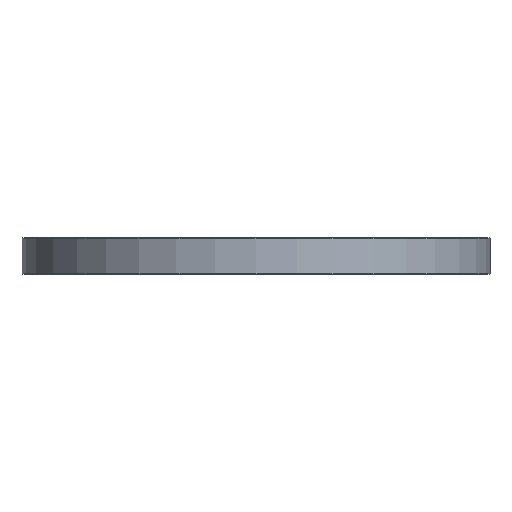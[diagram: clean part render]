
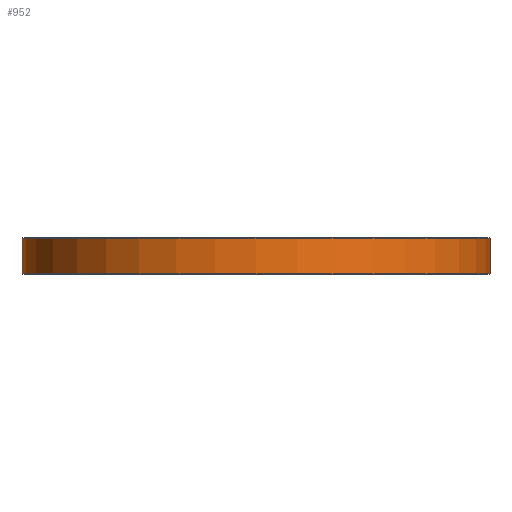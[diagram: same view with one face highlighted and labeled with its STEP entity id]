
A CAD part, front view. The second image highlights one B-rep face of the part: STEP entity #952.
In plain terms, the highlighted cylindrical face has radius 266.5 mm (diameter 533 mm), a partial arc.
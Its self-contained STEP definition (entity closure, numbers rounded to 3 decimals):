
#36 = DIRECTION ( 'NONE',  ( 0., 0., -1. ) ) ;
#61 = AXIS2_PLACEMENT_3D ( 'NONE', #1173, #1183, #1980 ) ;
#165 = EDGE_CURVE ( 'NONE', #247, #1941, #2436, .T. ) ;
#243 = CARTESIAN_POINT ( 'NONE',  ( 0., 0., 42. ) ) ;
#247 = VERTEX_POINT ( 'NONE', #2282 ) ;
#348 = ORIENTED_EDGE ( 'NONE', *, *, #1957, .T. ) ;
#417 = AXIS2_PLACEMENT_3D ( 'NONE', #793, #2435, #430 ) ;
#430 = DIRECTION ( 'NONE',  ( 1., 0., 0. ) ) ;
#557 = CARTESIAN_POINT ( 'NONE',  ( 266.5, 0., 1. ) ) ;
#695 = CARTESIAN_POINT ( 'NONE',  ( -266.5, 0., 1. ) ) ;
#700 = CARTESIAN_POINT ( 'NONE',  ( -266.5, 0., 41. ) ) ;
#793 = CARTESIAN_POINT ( 'NONE',  ( 0., 0., 41. ) ) ;
#836 = DIRECTION ( 'NONE',  ( -1., 0., 0. ) ) ;
#952 = ADVANCED_FACE ( 'NONE', ( #1235 ), #2035, .T. ) ;
#1035 = DIRECTION ( 'NONE',  ( 0., 0., -1. ) ) ;
#1086 = CIRCLE ( 'NONE', #417, 266.5 ) ;
#1169 = EDGE_LOOP ( 'NONE', ( #1733, #2542, #348, #2281 ) ) ;
#1173 = CARTESIAN_POINT ( 'NONE',  ( 0., 0., 1. ) ) ;
#1183 = DIRECTION ( 'NONE',  ( 0., 0., 1. ) ) ;
#1235 = FACE_OUTER_BOUND ( 'NONE', #1169, .T. ) ;
#1316 = VERTEX_POINT ( 'NONE', #700 ) ;
#1323 = VECTOR ( 'NONE', #1970, 1000. ) ;
#1357 = LINE ( 'NONE', #1587, #1323 ) ;
#1402 = CIRCLE ( 'NONE', #61, 266.5 ) ;
#1587 = CARTESIAN_POINT ( 'NONE',  ( -266.5, 0., 42. ) ) ;
#1604 = VECTOR ( 'NONE', #36, 1000. ) ;
#1733 = ORIENTED_EDGE ( 'NONE', *, *, #165, .F. ) ;
#1825 = VERTEX_POINT ( 'NONE', #695 ) ;
#1941 = VERTEX_POINT ( 'NONE', #557 ) ;
#1957 = EDGE_CURVE ( 'NONE', #1316, #1825, #1357, .T. ) ;
#1970 = DIRECTION ( 'NONE',  ( 0., 0., -1. ) ) ;
#1978 = EDGE_CURVE ( 'NONE', #1825, #1941, #1402, .T. ) ;
#1980 = DIRECTION ( 'NONE',  ( 1., 0., 0. ) ) ;
#2030 = AXIS2_PLACEMENT_3D ( 'NONE', #243, #1035, #836 ) ;
#2035 = CYLINDRICAL_SURFACE ( 'NONE', #2030, 266.5 ) ;
#2281 = ORIENTED_EDGE ( 'NONE', *, *, #1978, .T. ) ;
#2282 = CARTESIAN_POINT ( 'NONE',  ( 266.5, 0., 41. ) ) ;
#2354 = EDGE_CURVE ( 'NONE', #247, #1316, #1086, .T. ) ;
#2435 = DIRECTION ( 'NONE',  ( 0., 0., -1. ) ) ;
#2436 = LINE ( 'NONE', #2449, #1604 ) ;
#2449 = CARTESIAN_POINT ( 'NONE',  ( 266.5, 0., 42. ) ) ;
#2542 = ORIENTED_EDGE ( 'NONE', *, *, #2354, .T. ) ;
